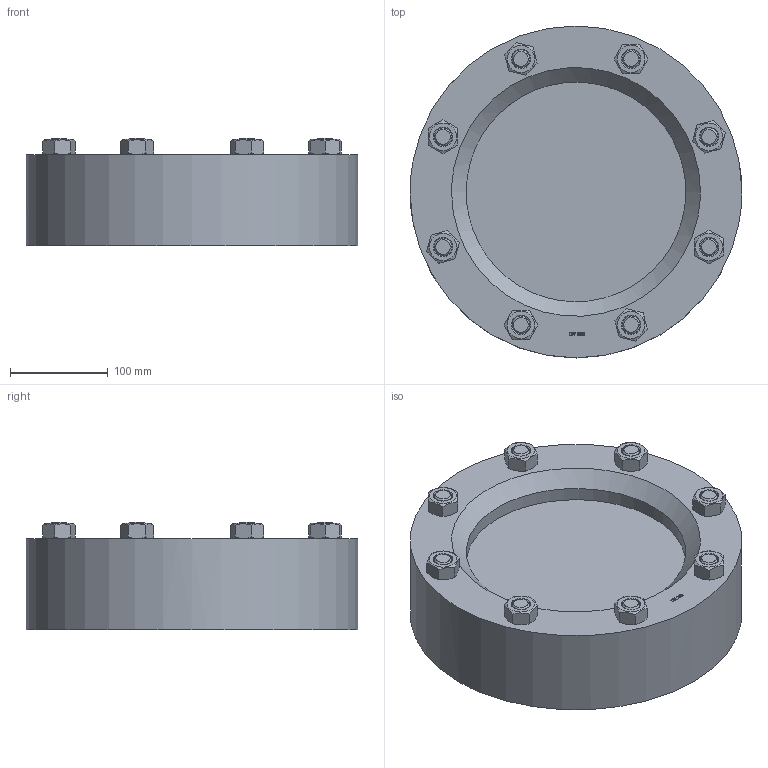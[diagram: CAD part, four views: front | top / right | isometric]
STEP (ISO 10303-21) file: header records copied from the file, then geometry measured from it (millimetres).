
FILE_DESCRIPTION(('HOOPS Exchange Step'),'2;1');
FILE_NAME('BS02_DN200.stp','2025-05-26T11:37:32+02:00',('nieru'),('Unknown organisation'),'HOOPS Exchange 2024.2','HOOPS Exchange','Unknown authorisation');
FILE_SCHEMA( ('AP203_CONFIGURATION_CONTROLLED_3D_DESIGN_OF_MECHANICAL_PARTS_AND_ASSEMBLIES_MIM_LF') );
Length unit declared in the file: millimetre
Products named in the file (1): root
Bounding box: 340 x 340 x 110.03 mm (x, y, z)
Volume: 5964803.2 mm3; surface area: 323830.8 mm2
Topology: 1 solids, 1 shells, 178 faces, 464 edges, 314 vertices
Faces by surface type: plane 98, bspline 43, cone 34, cylinder 3
Full cylindrical faces by diameter (mm): 225 x2, 340 x1
Entity records: 22449 total; most frequent: CARTESIAN_POINT 18721, ORIENTED_EDGE 928, EDGE_CURVE 464, DIRECTION 459, VERTEX_POINT 314, EDGE_LOOP 204, FACE_BOUND 204, B_SPLINE_CURVE_WITH_KNOTS 197
